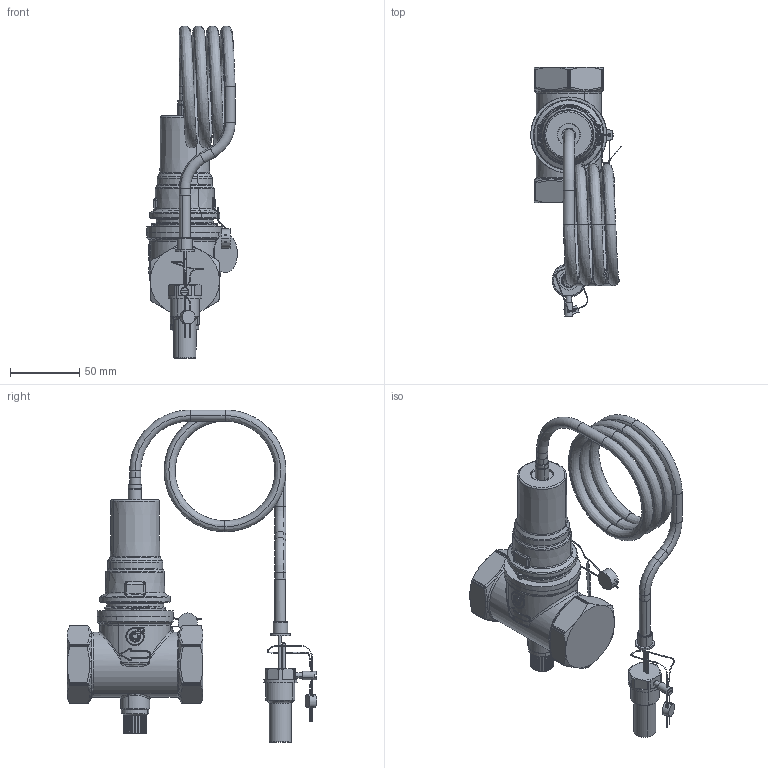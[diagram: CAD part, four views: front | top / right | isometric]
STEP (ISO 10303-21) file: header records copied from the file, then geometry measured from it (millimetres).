
FILE_DESCRIPTION(('CATIA V5 STEP Exchange','CAx-IF Rec.Pracs.--- Model Styling and Organization---1.4--- 2014-01-23','CAx-IF Rec.Pracs.---3D Tessellated Data Validation Properties---0.5---2014-09-14'),'2;1');
FILE_NAME('STEP_541060_-_TST.stp','2021-11-26T15:41:04+00:00',('none'),('none'),'CATIA Version 5-6 Release 2019 SP3','CATIA V5 STEP AP242 v1','none');
FILE_SCHEMA(('AP242_MANAGED_MODEL_BASED_3D_ENGINEERING_MIM_LF {1 0 10303 442 1 1 4}'));
Products named in the file (1): 541060 - TST
Bounding box: 65.47 x 180.21 x 239.95 mm (x, y, z)
Volume: 403017.8 mm3; surface area: 70606.9 mm2
Topology: 5 solids, 5 shells, 1033 faces, 2497 edges, 1417 vertices
Faces by surface type: bspline 347, cylinder 316, plane 145, torus 93, cone 78, sphere 54
Entity records: 47919 total; most frequent: CARTESIAN_POINT 28442, ORIENTED_EDGE 4836, EDGE_CURVE 2418, DIRECTION 2171, VERTEX_POINT 1417, B_SPLINE_CURVE_WITH_KNOTS 1177, AXIS2_PLACEMENT_3D 1174, EDGE_LOOP 1074
